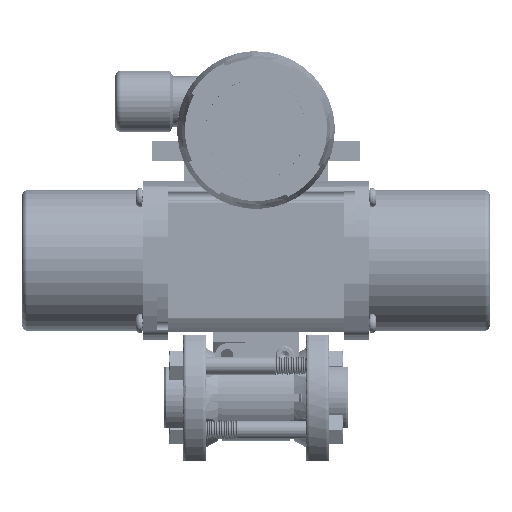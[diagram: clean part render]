
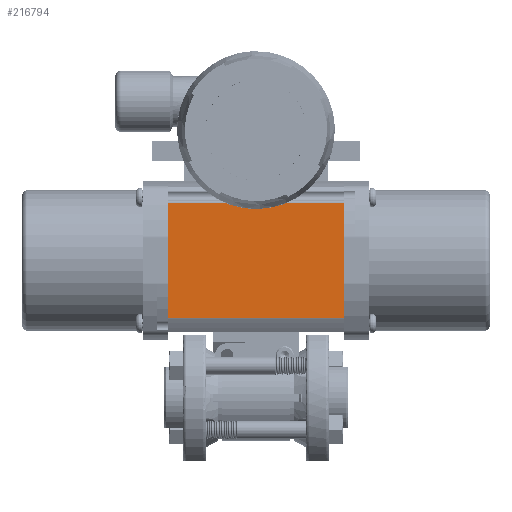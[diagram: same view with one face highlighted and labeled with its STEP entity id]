
A CAD part, top view. The second image highlights one B-rep face of the part: STEP entity #216794.
In plain terms, the highlighted planar face has unit normal (0, 0, 1).
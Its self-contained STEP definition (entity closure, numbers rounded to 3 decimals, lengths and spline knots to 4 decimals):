
#7428 = VERTEX_POINT ( 'NONE', #98043 ) ;
#20321 = DIRECTION ( 'NONE',  ( 0., 0., -1. ) ) ;
#25340 = EDGE_CURVE ( 'NONE', #245593, #57482, #184158, .T. ) ;
#28348 = LINE ( 'NONE', #161393, #231279 ) ;
#33443 = EDGE_LOOP ( 'NONE', ( #36593, #179676, #57250, #87710 ) ) ;
#36593 = ORIENTED_EDGE ( 'NONE', *, *, #38060, .F. ) ;
#38060 = EDGE_CURVE ( 'NONE', #7428, #57482, #232357, .T. ) ;
#49010 = CARTESIAN_POINT ( 'NONE',  ( -1.5275, 1.3839, 1.17 ) ) ;
#50352 = DIRECTION ( 'NONE',  ( -1., 0., 0. ) ) ;
#57250 = ORIENTED_EDGE ( 'NONE', *, *, #230867, .F. ) ;
#57482 = VERTEX_POINT ( 'NONE', #198874 ) ;
#70525 = VECTOR ( 'NONE', #146448, 39.3701 ) ;
#71843 = AXIS2_PLACEMENT_3D ( 'NONE', #182424, #20321, #243577 ) ;
#87710 = ORIENTED_EDGE ( 'NONE', *, *, #25340, .T. ) ;
#98043 = CARTESIAN_POINT ( 'NONE',  ( 1.5275, 3.3781, 1.17 ) ) ;
#101748 = PLANE ( 'NONE',  #71843 ) ;
#106510 = CARTESIAN_POINT ( 'NONE',  ( 1.5275, 3.3854, 1.17 ) ) ;
#119187 = EDGE_CURVE ( 'NONE', #7428, #134948, #202400, .T. ) ;
#134948 = VERTEX_POINT ( 'NONE', #230064 ) ;
#146448 = DIRECTION ( 'NONE',  ( 0., -1., 0. ) ) ;
#149338 = VECTOR ( 'NONE', #238119, 39.3701 ) ;
#161393 = CARTESIAN_POINT ( 'NONE',  ( -1.5275, 3.3854, 1.17 ) ) ;
#179676 = ORIENTED_EDGE ( 'NONE', *, *, #119187, .T. ) ;
#182424 = CARTESIAN_POINT ( 'NONE',  ( -5.0403, 3.3854, 1.17 ) ) ;
#184158 = LINE ( 'NONE', #198217, #149338 ) ;
#192087 = CARTESIAN_POINT ( 'NONE',  ( -5.0403, 3.3781, 1.17 ) ) ;
#198217 = CARTESIAN_POINT ( 'NONE',  ( -5.0403, 1.3839, 1.17 ) ) ;
#198874 = CARTESIAN_POINT ( 'NONE',  ( 1.5275, 1.3839, 1.17 ) ) ;
#202400 = LINE ( 'NONE', #192087, #256397 ) ;
#202892 = DIRECTION ( 'NONE',  ( 0., 1., 0. ) ) ;
#216794 = ADVANCED_FACE ( 'NONE', ( #244555 ), #101748, .F. ) ;
#230064 = CARTESIAN_POINT ( 'NONE',  ( -1.5275, 3.3781, 1.17 ) ) ;
#230867 = EDGE_CURVE ( 'NONE', #245593, #134948, #28348, .T. ) ;
#231279 = VECTOR ( 'NONE', #202892, 39.3701 ) ;
#232357 = LINE ( 'NONE', #106510, #70525 ) ;
#238119 = DIRECTION ( 'NONE',  ( 1., 0., 0. ) ) ;
#243577 = DIRECTION ( 'NONE',  ( 0., -1., 0. ) ) ;
#244555 = FACE_OUTER_BOUND ( 'NONE', #33443, .T. ) ;
#245593 = VERTEX_POINT ( 'NONE', #49010 ) ;
#256397 = VECTOR ( 'NONE', #50352, 39.3701 ) ;
